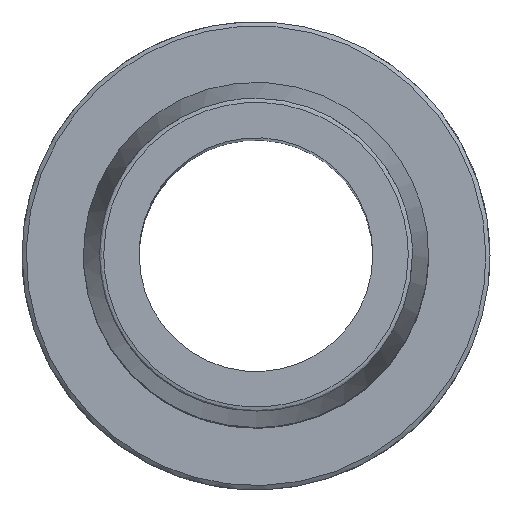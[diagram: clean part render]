
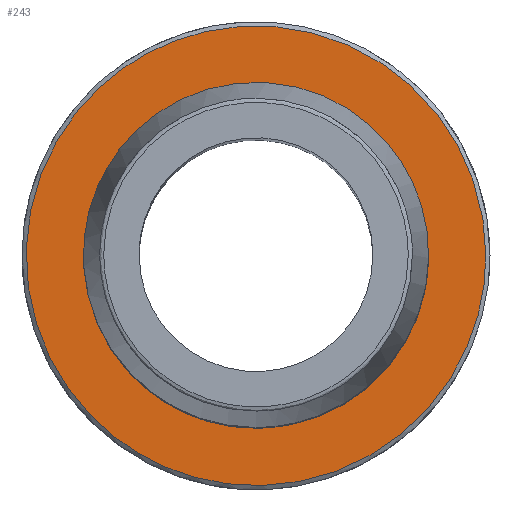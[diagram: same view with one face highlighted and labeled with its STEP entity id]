
A CAD part, top view. The second image highlights one B-rep face of the part: STEP entity #243.
In plain terms, the highlighted free-form (B-spline) face has degree [1, 1] with [2, 2] control points.
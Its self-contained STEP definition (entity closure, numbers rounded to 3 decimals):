
#208 = VERTEX_POINT('',#209);
#209 = CARTESIAN_POINT('',(5.507,-1.136,1.264)
  );
#214 = EDGE_CURVE('',#208,#208,#215,.T.);
#215 = ( BOUNDED_CURVE() B_SPLINE_CURVE(2,(#216,#217,#218,#219,#220,#221
,#222),.UNSPECIFIED.,.T.,.F.) B_SPLINE_CURVE_WITH_KNOTS((1,2,2,2,2,1),(
    -2.094,0.,2.094,4.189,6.283,
8.378),.UNSPECIFIED.) CURVE() GEOMETRIC_REPRESENTATION_ITEM() 
RATIONAL_B_SPLINE_CURVE((1.,0.5,1.,0.5,1.,0.5,1.)) REPRESENTATION_ITEM(
  '') );
#216 = CARTESIAN_POINT('',(5.507,-1.136,1.264)
  );
#217 = CARTESIAN_POINT('',(5.507,8.402,1.264)
  );
#218 = CARTESIAN_POINT('',(-2.753,3.633,1.264)
  );
#219 = CARTESIAN_POINT('',(-11.014,-1.136,
    1.264));
#220 = CARTESIAN_POINT('',(-2.753,-5.905,
    1.264));
#221 = CARTESIAN_POINT('',(5.507,-10.675,1.264)
  );
#222 = CARTESIAN_POINT('',(5.507,-1.136,1.264)
  );
#243 = ADVANCED_FACE('',(#244,#258),#261,.T.);
#244 = FACE_BOUND('',#245,.T.);
#245 = EDGE_LOOP('',(#246));
#246 = ORIENTED_EDGE('',*,*,#247,.T.);
#247 = EDGE_CURVE('',#248,#248,#250,.T.);
#248 = VERTEX_POINT('',#249);
#249 = CARTESIAN_POINT('',(7.331,-1.136,1.264
    ));
#250 = ( BOUNDED_CURVE() B_SPLINE_CURVE(2,(#251,#252,#253,#254,#255,#256
,#257),.UNSPECIFIED.,.T.,.F.) B_SPLINE_CURVE_WITH_KNOTS((1,2,2,2,2,1),(
    -2.094,0.,2.094,4.189,6.283,
8.378),.UNSPECIFIED.) CURVE() GEOMETRIC_REPRESENTATION_ITEM() 
RATIONAL_B_SPLINE_CURVE((1.,0.5,1.,0.5,1.,0.5,1.)) REPRESENTATION_ITEM(
  '') );
#251 = CARTESIAN_POINT('',(7.331,-1.136,1.264
    ));
#252 = CARTESIAN_POINT('',(7.331,11.562,1.264
    ));
#253 = CARTESIAN_POINT('',(-3.666,5.213,1.264)
  );
#254 = CARTESIAN_POINT('',(-14.663,-1.136,
    1.264));
#255 = CARTESIAN_POINT('',(-3.666,-7.486,1.264
    ));
#256 = CARTESIAN_POINT('',(7.331,-13.835,1.264
    ));
#257 = CARTESIAN_POINT('',(7.331,-1.136,1.264
    ));
#258 = FACE_BOUND('',#259,.T.);
#259 = EDGE_LOOP('',(#260));
#260 = ORIENTED_EDGE('',*,*,#214,.F.);
#261 = B_SPLINE_SURFACE_WITH_KNOTS('',1,1,(
    (#262,#263)
    ,(#264,#265
    )),.UNSPECIFIED.,.F.,.F.,.F.,(2,2),(2,2),(-8.841,8.841),(
    -15.482,2.2),.PIECEWISE_BEZIER_KNOTS.);
#262 = CARTESIAN_POINT('',(-7.331,-8.468,
    1.264));
#263 = CARTESIAN_POINT('',(-7.331,6.195,1.264
    ));
#264 = CARTESIAN_POINT('',(7.331,-8.468,1.264
    ));
#265 = CARTESIAN_POINT('',(7.331,6.195,1.264)
  );
